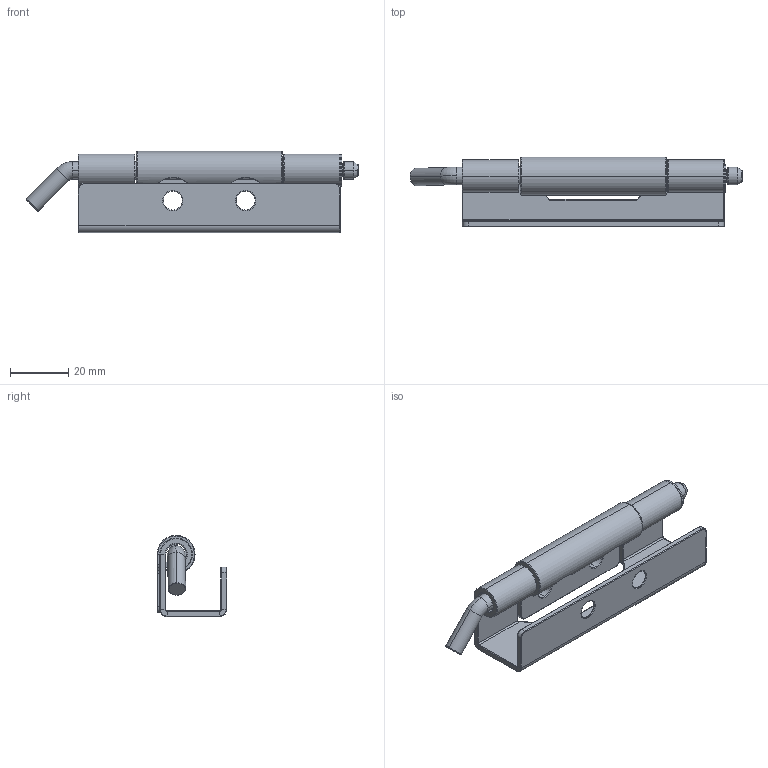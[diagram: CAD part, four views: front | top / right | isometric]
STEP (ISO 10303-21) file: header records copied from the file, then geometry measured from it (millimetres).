
FILE_DESCRIPTION (( 'STEP AP214' ), '1' );
FILE_NAME ('HGS-283-1.STEP', '2018-05-04T06:24:30', ( '' ), ( '' ), 'SwSTEP 2.0', 'SolidWorks 2010', '' );
FILE_SCHEMA (( 'AUTOMOTIVE_DESIGN' ));
Length unit declared in the file: millimetre
Products named in the file (5): HGS-283-1; E型扣; 插銷; 鉸鏈片; 基座
Assembly tree (4 placements, depth 2):
  HGS-283-1
    E型扣
    鉸鏈片
    基座
    插銷
Bounding box: 114.06 x 23.9 x 27.9 mm (x, y, z)
Volume: 17982.4 mm3; surface area: 16734.1 mm2
Topology: 4 solids, 4 shells, 405 faces, 920 edges, 523 vertices
Faces by surface type: cylinder 158, torus 145, plane 58, bspline 34, cone 6, sphere 4
Entity records: 18090 total; most frequent: CARTESIAN_POINT 8717, DIRECTION 2152, ORIENTED_EDGE 1832, AXIS2_PLACEMENT_3D 938, EDGE_CURVE 916, CIRCLE 560, VERTEX_POINT 521, EDGE_LOOP 415
